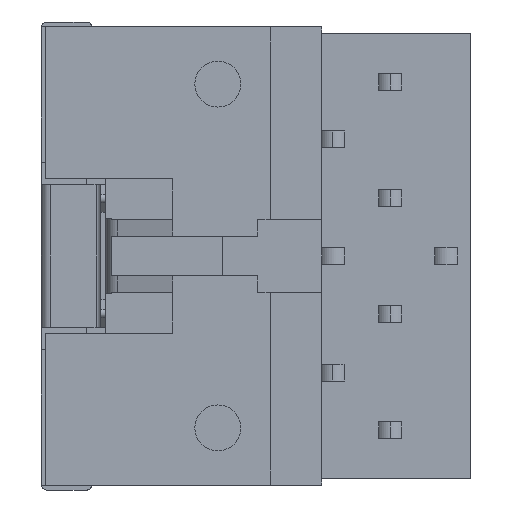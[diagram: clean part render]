
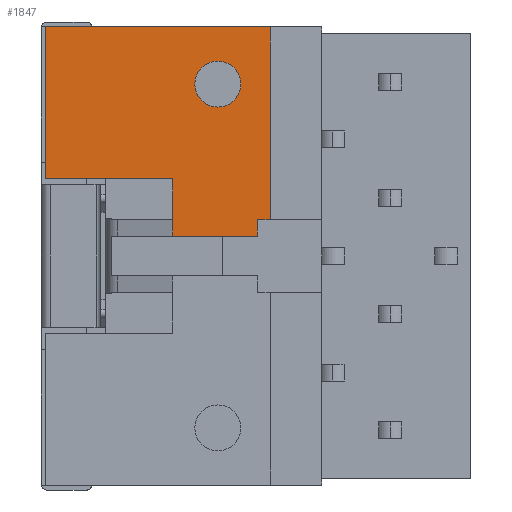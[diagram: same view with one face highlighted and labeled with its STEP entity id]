
A CAD part, front view. The second image highlights one B-rep face of the part: STEP entity #1847.
In plain terms, the highlighted planar face has unit normal (0, -1, 0).
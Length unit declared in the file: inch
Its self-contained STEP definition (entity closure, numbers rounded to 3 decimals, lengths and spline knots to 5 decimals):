
#30 = LINE ( 'NONE', #6546, #5153 ) ;
#181 = DIRECTION ( 'NONE',  ( 0., -1., 0. ) ) ;
#465 = DIRECTION ( 'NONE',  ( 0., 0., 1. ) ) ;
#635 = CARTESIAN_POINT ( 'NONE',  ( 0., -0.394, -0.393 ) ) ;
#653 = CARTESIAN_POINT ( 'NONE',  ( 0., -0.394, 0.393 ) ) ;
#737 = CARTESIAN_POINT ( 'NONE',  ( 0.218, -0.394, 0.1325 ) ) ;
#774 = LINE ( 'NONE', #12215, #9535 ) ;
#797 = CARTESIAN_POINT ( 'NONE',  ( 0.363, -0.394, 0.0625 ) ) ;
#1746 = EDGE_CURVE ( 'NONE', #6556, #11948, #11603, .T. ) ;
#1751 = VECTOR ( 'NONE', #2760, 39.37008 ) ;
#1847 = ADVANCED_FACE ( 'NONE', ( #12805, #4348 ), #7093, .T. ) ;
#1902 = VERTEX_POINT ( 'NONE', #4447 ) ;
#1903 = DIRECTION ( 'NONE',  ( -1., 0., 0. ) ) ;
#1985 = CARTESIAN_POINT ( 'NONE',  ( 0.363, -0.394, 0.034 ) ) ;
#2079 = VECTOR ( 'NONE', #4608, 39.37008 ) ;
#2211 = ORIENTED_EDGE ( 'NONE', *, *, #6984, .F. ) ;
#2255 = VECTOR ( 'NONE', #12775, 39.37008 ) ;
#2378 = EDGE_CURVE ( 'NONE', #1902, #11948, #774, .T. ) ;
#2686 = LINE ( 'NONE', #4026, #8562 ) ;
#2733 = CARTESIAN_POINT ( 'NONE',  ( 0.218, -0.394, 0.0625 ) ) ;
#2760 = DIRECTION ( 'NONE',  ( 0., 0., 1. ) ) ;
#2810 = CARTESIAN_POINT ( 'NONE',  ( 0.385, -0.394, -0.393 ) ) ;
#3062 = CARTESIAN_POINT ( 'NONE',  ( 0., -0.394, 0.1325 ) ) ;
#3463 = ORIENTED_EDGE ( 'NONE', *, *, #14256, .T. ) ;
#3616 = LINE ( 'NONE', #797, #9168 ) ;
#3761 = CARTESIAN_POINT ( 'NONE',  ( 0.363, -0.394, 0.0625 ) ) ;
#3810 = VERTEX_POINT ( 'NONE', #3761 ) ;
#3843 = ORIENTED_EDGE ( 'NONE', *, *, #4132, .T. ) ;
#3871 = EDGE_CURVE ( 'NONE', #5672, #9418, #5169, .T. ) ;
#4026 = CARTESIAN_POINT ( 'NONE',  ( 0.218, -0.394, -0.1325 ) ) ;
#4074 = CARTESIAN_POINT ( 'NONE',  ( 0., -0.394, 0.034 ) ) ;
#4132 = EDGE_CURVE ( 'NONE', #4720, #12102, #4979, .T. ) ;
#4158 = EDGE_CURVE ( 'NONE', #5958, #1902, #7222, .T. ) ;
#4327 = EDGE_CURVE ( 'NONE', #3810, #12102, #30, .T. ) ;
#4348 = FACE_BOUND ( 'NONE', #13400, .T. ) ;
#4447 = CARTESIAN_POINT ( 'NONE',  ( 0.385, -0.394, 0.393 ) ) ;
#4608 = DIRECTION ( 'NONE',  ( 1., 0., 0. ) ) ;
#4720 = VERTEX_POINT ( 'NONE', #5663 ) ;
#4973 = ORIENTED_EDGE ( 'NONE', *, *, #4158, .T. ) ;
#4979 = LINE ( 'NONE', #4074, #2079 ) ;
#5143 = VECTOR ( 'NONE', #8542, 39.37008 ) ;
#5153 = VECTOR ( 'NONE', #13301, 39.37008 ) ;
#5169 = CIRCLE ( 'NONE', #13112, 0.0395 ) ;
#5266 = ORIENTED_EDGE ( 'NONE', *, *, #2378, .T. ) ;
#5355 = CARTESIAN_POINT ( 'NONE',  ( 0.295, -0.394, 0.2555 ) ) ;
#5490 = EDGE_CURVE ( 'NONE', #7880, #7709, #8089, .T. ) ;
#5663 = CARTESIAN_POINT ( 'NONE',  ( 0.218, -0.394, 0.034 ) ) ;
#5672 = VERTEX_POINT ( 'NONE', #13474 ) ;
#5720 = CIRCLE ( 'NONE', #10397, 0.0395 ) ;
#5759 = VECTOR ( 'NONE', #465, 39.37008 ) ;
#5958 = VERTEX_POINT ( 'NONE', #11382 ) ;
#5982 = AXIS2_PLACEMENT_3D ( 'NONE', #10068, #6484, #11986 ) ;
#6056 = ORIENTED_EDGE ( 'NONE', *, *, #3871, .F. ) ;
#6484 = DIRECTION ( 'NONE',  ( 0., -1., 0. ) ) ;
#6546 = CARTESIAN_POINT ( 'NONE',  ( 0.363, -0.394, 0.034 ) ) ;
#6556 = VERTEX_POINT ( 'NONE', #3062 ) ;
#6740 = CARTESIAN_POINT ( 'NONE',  ( 0.295, -0.394, 0.295 ) ) ;
#6984 = EDGE_CURVE ( 'NONE', #4720, #7880, #2686, .T. ) ;
#7093 = PLANE ( 'NONE',  #5982 ) ;
#7095 = ORIENTED_EDGE ( 'NONE', *, *, #4327, .F. ) ;
#7222 = LINE ( 'NONE', #2810, #1751 ) ;
#7709 = VERTEX_POINT ( 'NONE', #9016 ) ;
#7850 = DIRECTION ( 'NONE',  ( 0., 0., 1. ) ) ;
#7880 = VERTEX_POINT ( 'NONE', #2733 ) ;
#8089 = LINE ( 'NONE', #8394, #5143 ) ;
#8394 = CARTESIAN_POINT ( 'NONE',  ( 0.218, -0.394, 0.0625 ) ) ;
#8542 = DIRECTION ( 'NONE',  ( 0., 0., 1. ) ) ;
#8562 = VECTOR ( 'NONE', #11751, 39.37008 ) ;
#8738 = EDGE_CURVE ( 'NONE', #9418, #5672, #5720, .T. ) ;
#9016 = CARTESIAN_POINT ( 'NONE',  ( 0.218, -0.394, 0.1325 ) ) ;
#9168 = VECTOR ( 'NONE', #1903, 39.37008 ) ;
#9418 = VERTEX_POINT ( 'NONE', #5355 ) ;
#9535 = VECTOR ( 'NONE', #12194, 39.37008 ) ;
#9570 = ORIENTED_EDGE ( 'NONE', *, *, #1746, .F. ) ;
#10068 = CARTESIAN_POINT ( 'NONE',  ( 0.07, -0.394, -0.393 ) ) ;
#10257 = EDGE_LOOP ( 'NONE', ( #4973, #5266, #9570, #3463, #11479, #2211, #3843, #7095, #13529 ) ) ;
#10397 = AXIS2_PLACEMENT_3D ( 'NONE', #6740, #181, #7850 ) ;
#11382 = CARTESIAN_POINT ( 'NONE',  ( 0.385, -0.394, 0.0625 ) ) ;
#11479 = ORIENTED_EDGE ( 'NONE', *, *, #5490, .F. ) ;
#11603 = LINE ( 'NONE', #635, #5759 ) ;
#11658 = ORIENTED_EDGE ( 'NONE', *, *, #8738, .F. ) ;
#11751 = DIRECTION ( 'NONE',  ( 0., 0., 1. ) ) ;
#11948 = VERTEX_POINT ( 'NONE', #653 ) ;
#11986 = DIRECTION ( 'NONE',  ( 0., 0., 1. ) ) ;
#12102 = VERTEX_POINT ( 'NONE', #1985 ) ;
#12181 = DIRECTION ( 'NONE',  ( 0., 0., 1. ) ) ;
#12194 = DIRECTION ( 'NONE',  ( -1., 0., 0. ) ) ;
#12215 = CARTESIAN_POINT ( 'NONE',  ( 0.07, -0.394, 0.393 ) ) ;
#12228 = DIRECTION ( 'NONE',  ( 0., -1., 0. ) ) ;
#12331 = CARTESIAN_POINT ( 'NONE',  ( 0.295, -0.394, 0.295 ) ) ;
#12775 = DIRECTION ( 'NONE',  ( 1., 0., 0. ) ) ;
#12805 = FACE_OUTER_BOUND ( 'NONE', #10257, .T. ) ;
#13112 = AXIS2_PLACEMENT_3D ( 'NONE', #12331, #12228, #12181 ) ;
#13301 = DIRECTION ( 'NONE',  ( 0., 0., -1. ) ) ;
#13400 = EDGE_LOOP ( 'NONE', ( #6056, #11658 ) ) ;
#13474 = CARTESIAN_POINT ( 'NONE',  ( 0.295, -0.394, 0.3345 ) ) ;
#13529 = ORIENTED_EDGE ( 'NONE', *, *, #13717, .F. ) ;
#13614 = LINE ( 'NONE', #737, #2255 ) ;
#13717 = EDGE_CURVE ( 'NONE', #5958, #3810, #3616, .T. ) ;
#14256 = EDGE_CURVE ( 'NONE', #6556, #7709, #13614, .T. ) ;
